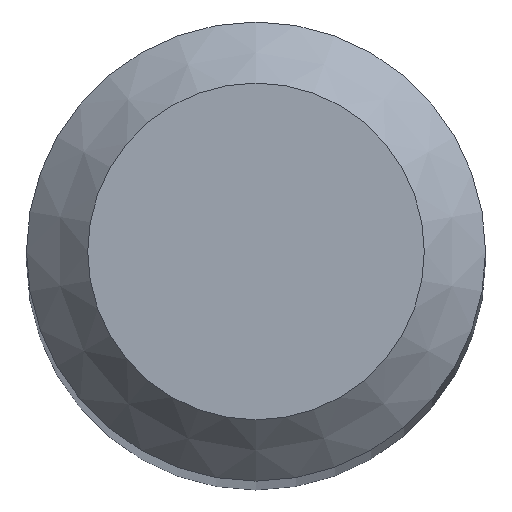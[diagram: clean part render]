
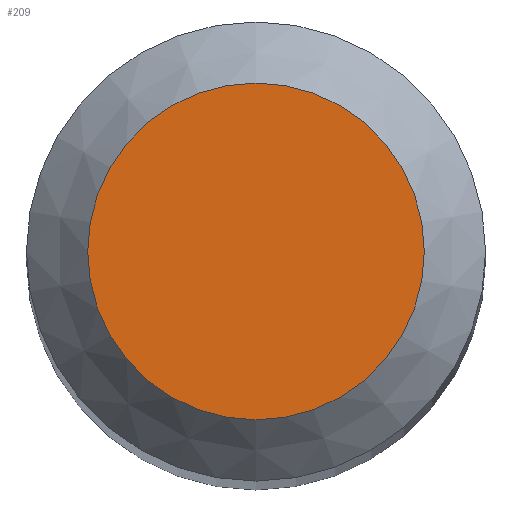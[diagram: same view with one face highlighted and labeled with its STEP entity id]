
A CAD part, top view. The second image highlights one B-rep face of the part: STEP entity #209.
In plain terms, the highlighted planar face has unit normal (0, 0, 1).
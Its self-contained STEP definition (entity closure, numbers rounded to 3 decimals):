
#16 = PLANE ( 'NONE',  #189 ) ;
#33 = DIRECTION ( 'NONE',  ( 0., 0., -1. ) ) ;
#40 = DIRECTION ( 'NONE',  ( 0., 0., -1. ) ) ;
#44 = DIRECTION ( 'NONE',  ( 0., 1., 0. ) ) ;
#55 = CARTESIAN_POINT ( 'NONE',  ( 0., 0., 43. ) ) ;
#61 = CARTESIAN_POINT ( 'NONE',  ( 0., 1.1, 43. ) ) ;
#65 = AXIS2_PLACEMENT_3D ( 'NONE', #55, #33, #137 ) ;
#87 = EDGE_LOOP ( 'NONE', ( #204 ) ) ;
#100 = VERTEX_POINT ( 'NONE', #61 ) ;
#115 = CIRCLE ( 'NONE', #65, 1.1 ) ;
#127 = FACE_OUTER_BOUND ( 'NONE', #87, .T. ) ;
#137 = DIRECTION ( 'NONE',  ( 0., 1., 0. ) ) ;
#151 = EDGE_CURVE ( 'NONE', #100, #100, #115, .T. ) ;
#189 = AXIS2_PLACEMENT_3D ( 'NONE', #220, #40, #44 ) ;
#204 = ORIENTED_EDGE ( 'NONE', *, *, #151, .F. ) ;
#209 = ADVANCED_FACE ( 'NONE', ( #127 ), #16, .F. ) ;
#220 = CARTESIAN_POINT ( 'NONE',  ( 0., 0., 43. ) ) ;
